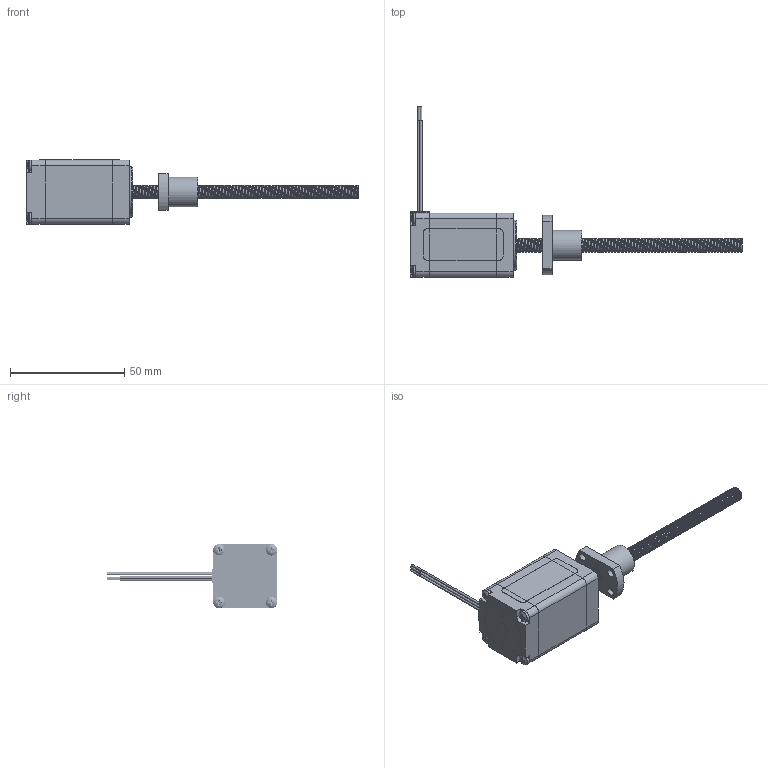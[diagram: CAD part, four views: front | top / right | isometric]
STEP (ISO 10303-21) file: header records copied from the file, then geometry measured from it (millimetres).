
FILE_DESCRIPTION(/* description */ (''),/* implementation_level */ '2;1');
FILE_NAME(/* name */ '11E2210BS14-100.stp',/* time_stamp */ '2020-08-18T10:13:03+08:00',/* author */ ('hc7413'),/* organization */ (''),/* preprocessor_version */ 'ST-DEVELOPER v16.1',/* originating_system */ 'Autodesk Inventor 2016',/* authorisation */ '');
FILE_SCHEMA (('AUTOMOTIVE_DESIGN { 1 0 10303 214 3 1 1 }'));
Products named in the file (26): ; 12-015-1(11H2034前骨架改); 12-053(PCB板); 15-001-027(11H2034); 12-054-3(引出线后骨架L20.5）; 09-007-1（红）; 09-007-2（红白）; 09-007-3（绿）; 09-007-4（绿白）; 02-150-1; 01-162-2引出线丝杆电机后盖; 07-009(687ZZ); 04-007-1（11E2045转子轴改）; 07-036-3; 03-225-5(5.6转子磨削8）; 10-007; 03-211; 10-002(调整垫); 01-161-2丝杆电机前盖; 06-007预紧; 螺钉 GB_T 818 M2.5 x 25; 28铭牌; 28双厚标签; 0601; SR0601螺母; 装配体1
Assembly tree (33 placements, depth 3):
  装配体1
    02-150-1
  
      12-015-1(11H2034前骨架改)
      12-053(PCB板)
      15-001-027(11H2034)
      12-054-3(引出线后骨架L20.5）
      09-007-1（红）
      09-007-2（红白）
      09-007-3（绿）
      09-007-4（绿白）
    01-162-2引出线丝杆电机后盖
    07-009(687ZZ)  x2
    03-211
      04-007-1（11E2045转子轴改）
      07-036-3  x2
      03-225-5(5.6转子磨削8）  x4
      10-007
    10-002(调整垫)
    01-161-2丝杆电机前盖
    06-007预紧
    螺钉 GB_T 818 M2.5 x 25  x4
    28铭牌
    28双厚标签
    0601
    SR0601螺母
Bounding box: 145.05 x 74.5 x 28.1 mm (x, y, z)
Volume: 32161.9 mm3; surface area: 46799.9 mm2
Topology: 61 solids, 61 shells, 2781 faces, 7804 edges, 5176 vertices
Faces by surface type: plane 1477, cylinder 1185, cone 73, bspline 22, torus 20, sphere 4
Full cylindrical faces by diameter (mm): 0.8 x4, 1 x2, 1.2 x28, 1.5 x16, 2 x2, 2.208 x4, 2.3 x2, 2.5 x8, 2.8 x4, 3 x15, 3.083 x1, 3.4 x4, 4 x1, 5 x2, 6 x1, 7 x4, 8 x5, 8.1 x1, 8.5 x3, 10 x2, 11 x1, 13 x1, 14 x7, 15.5 x1, 16 x2, 16.92 x2, 17 x1, 17.8 x1, 22 x2, 23 x1
Entity records: 79923 total; most frequent: CARTESIAN_POINT 25460, DIRECTION 11520, ORIENTED_EDGE 11060, EDGE_CURVE 5530, AXIS2_PLACEMENT_3D 3981, VERTEX_POINT 3736, LINE 3558, VECTOR 3558
